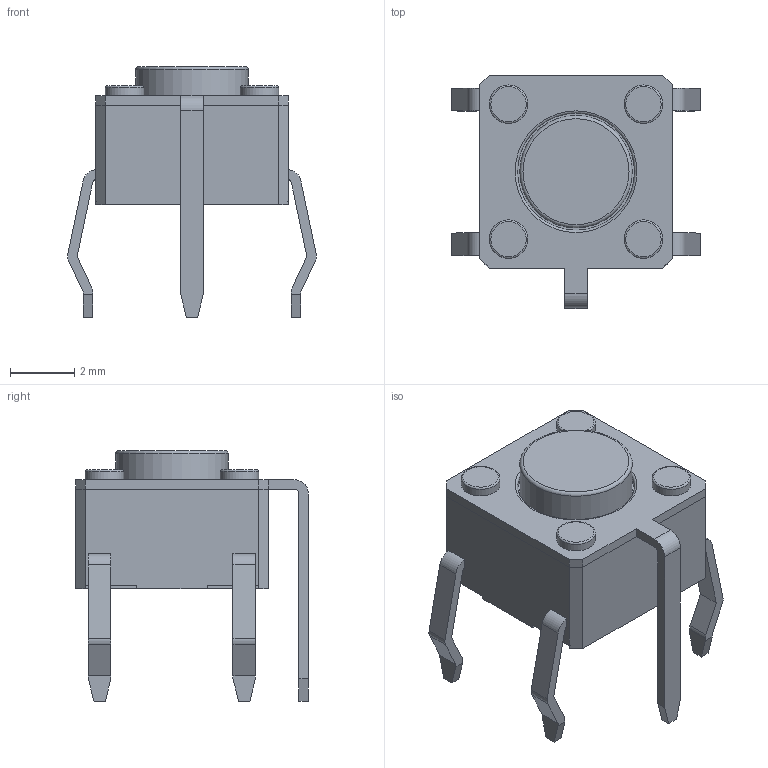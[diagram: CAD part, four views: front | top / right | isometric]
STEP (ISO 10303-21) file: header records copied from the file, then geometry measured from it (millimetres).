
FILE_DESCRIPTION(/* description */ ('model of SW_TH_Tactile_Omron_B3F-11xx'),/* implementation_level */ '2;1');
FILE_NAME(/* name */ 'SW_TH_Tactile_Omron_B3F-11xx.step',/* time_stamp */ '2020-10-28T17:47:04',/* author */ ('kicad StepUp','ksu'),/* organization */ ('FreeCAD'),/* preprocessor_version */ 'OCC',/* originating_system */ 'kicad StepUp',/* authorisation */ '');
FILE_SCHEMA(('AUTOMOTIVE_DESIGN { 1 0 10303 214 1 1 1 1 }'));
Length unit declared in the file: millimetre
Products named in the file (1): SW_TH_Tactile_Omron_B3F_11xx
Bounding box: 7.75 x 7.25 x 7.8 mm (x, y, z)
Volume: 136.1 mm3; surface area: 224.8 mm2
Topology: 1 solids, 1 shells, 124 faces, 315 edges, 203 vertices
Faces by surface type: plane 93, cylinder 24, torus 7
Full cylindrical faces by diameter (mm): 1.2 x4, 3.5 x1, 3.64 x1
Entity records: 4576 total; most frequent: CARTESIAN_POINT 643, ORIENTED_EDGE 630, DIRECTION 627, EDGE_CURVE 315, LINE 253, VECTOR 253, VERTEX_POINT 203, AXIS2_PLACEMENT_3D 187
